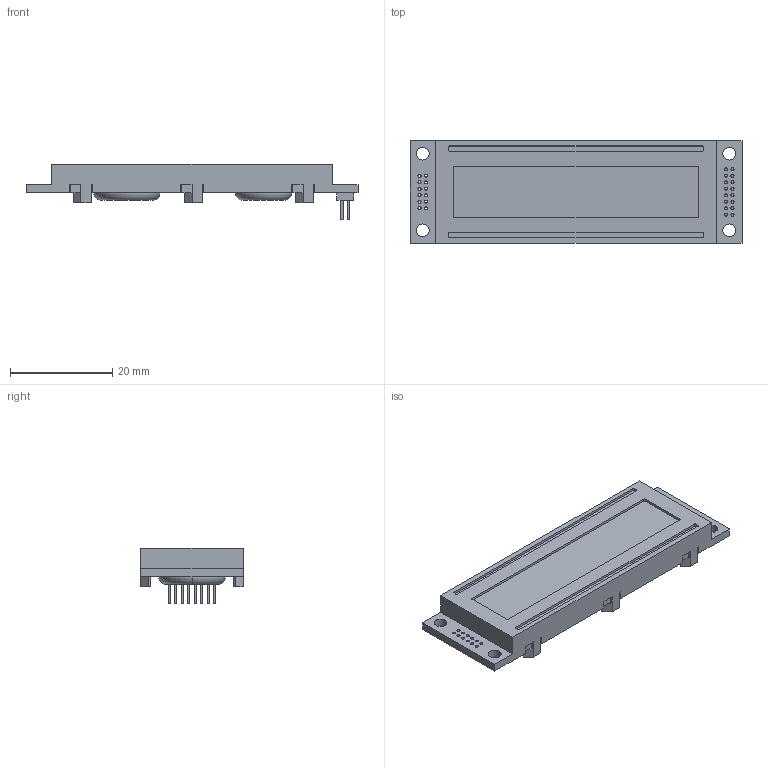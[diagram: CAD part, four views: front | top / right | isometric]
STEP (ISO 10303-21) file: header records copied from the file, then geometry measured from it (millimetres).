
FILE_DESCRIPTION (( 'STEP AP214' ), '1' );
FILE_NAME ('NHD-0220FZ-FSW.STEP', '2017-06-19T19:43:25', ( '' ), ( '' ), 'SwSTEP 2.0', 'SolidWorks 2015', '' );
FILE_SCHEMA (( 'AUTOMOTIVE_DESIGN' ));
Length unit declared in the file: millimetre
Products named in the file (1): NHD-0220FZ-FSW
Bounding box: 65 x 20 x 10.9 mm (x, y, z)
Volume: 6527.4 mm3; surface area: 4059.8 mm2
Topology: 1 solids, 1 shells, 298 faces, 756 edges, 498 vertices
Faces by surface type: plane 206, cylinder 88, torus 4
Entity records: 11000 total; most frequent: CARTESIAN_POINT 1553, DIRECTION 1542, ORIENTED_EDGE 1512, EDGE_CURVE 756, LINE 568, VECTOR 568, VERTEX_POINT 498, AXIS2_PLACEMENT_3D 487
